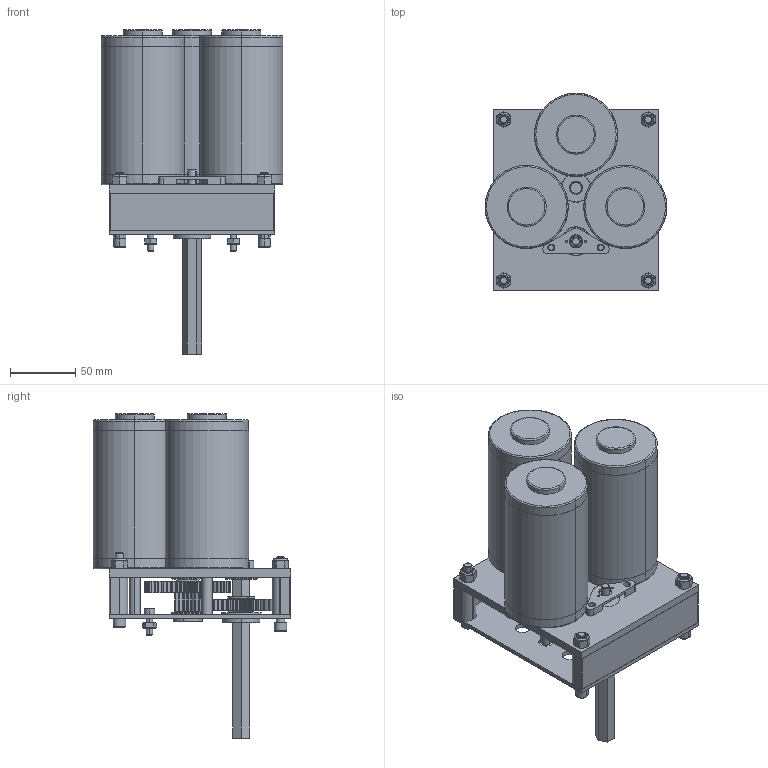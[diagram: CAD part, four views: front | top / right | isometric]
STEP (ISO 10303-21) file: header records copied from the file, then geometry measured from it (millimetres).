
FILE_DESCRIPTION (( 'STEP AP203' ), '1' );
FILE_NAME ('3CIM TB Special - AM14U.STEP', '2014-01-08T15:10:12', ( '' ), ( '' ), 'SwSTEP 2.0', 'SolidWorks 2010', '' );
FILE_SCHEMA (( 'CONFIG_CONTROL_DESIGN' ));
Length unit declared in the file: inch
Products named in the file (18): 3CIM TB Special - AM14U; Toughbox 50T Output; 500 E-klip; Toughbox 14T Small Cluster; Toughbox 50T Large Cluster; TB Hex Shaft; FR6ZZ Bearing; CIM Motor SW; 3CIM TB Special Motor Plate; Toughbox d29a; ex-2508 Spacer; 3CIM TB Special Shaft Plate; FR8ZZ Hex Bearing; 10-32x0625_shcs_HX-SHCS 0.19-32x1.375x1-C; TB Output Shaft Hex L-Base 2; 10-32 Nylock Jam Nut_90633A411; SHCS 14-20 x 2; 14-20 Nylock Nut_97135A210
Assembly tree (30 placements, depth 2):
  3CIM TB Special - AM14U
    500 E-klip
    FR6ZZ Bearing  x3
    CIM Motor SW  x3
    ex-2508 Spacer  x2
    Toughbox 14T Small Cluster
    14-20 Nylock Nut_97135A210  x4
    Toughbox 50T Large Cluster
    10-32 Nylock Jam Nut_90633A411  x2
    Toughbox 50T Output
    FR8ZZ Hex Bearing
    3CIM TB Special Shaft Plate
    SHCS 14-20 x 2  x4
    TB Hex Shaft
    10-32x0625_shcs_HX-SHCS 0.19-32x1.375x1-C  x2
    Toughbox d29a
    TB Output Shaft Hex L-Base 2
    3CIM TB Special Motor Plate
Bounding box: 139.84 x 151.94 x 249.72 mm (x, y, z)
Volume: 1406192.2 mm3; surface area: 238190.8 mm2
Topology: 36 solids, 36 shells, 1603 faces, 3953 edges, 2464 vertices
Faces by surface type: cylinder 875, plane 332, cone 330, torus 66
Entity records: 36351 total; most frequent: CARTESIAN_POINT 7157, DIRECTION 6214, ORIENTED_EDGE 5454, EDGE_CURVE 2727, AXIS2_PLACEMENT_3D 2577, VERTEX_POINT 1756, CIRCLE 1509, EDGE_LOOP 1161
